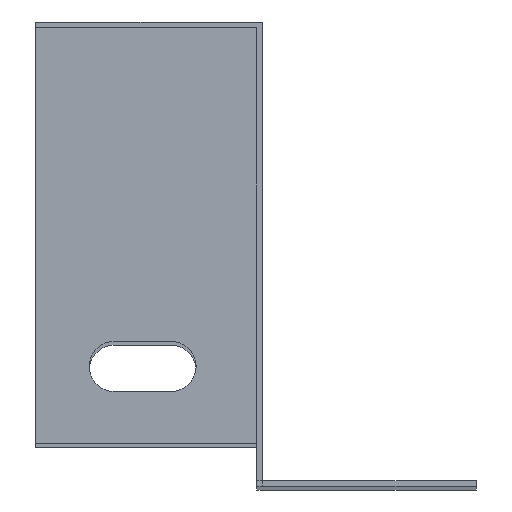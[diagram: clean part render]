
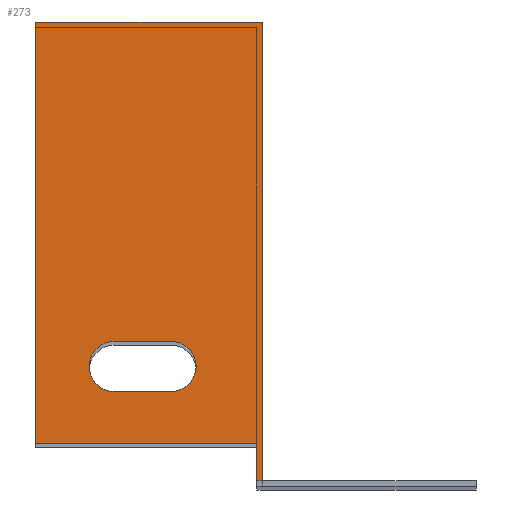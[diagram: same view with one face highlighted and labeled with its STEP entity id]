
A CAD part, top view. The second image highlights one B-rep face of the part: STEP entity #273.
In plain terms, the highlighted planar face has unit normal (0, 0, 1).
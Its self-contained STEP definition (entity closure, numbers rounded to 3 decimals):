
#2 = CARTESIAN_POINT ( 'NONE',  ( 1494.3, -63.5, 299.8 ) ) ;
#4 = CARTESIAN_POINT ( 'NONE',  ( 1473.5, -47.5, 299.8 ) ) ;
#12 = EDGE_CURVE ( 'NONE', #27, #435, #405, .T. ) ;
#16 = VECTOR ( 'NONE', #261, 1000. ) ;
#27 = VERTEX_POINT ( 'NONE', #524 ) ;
#29 = CARTESIAN_POINT ( 'NONE',  ( 1473.5, -44., 299.8 ) ) ;
#35 = LINE ( 'NONE', #457, #388 ) ;
#38 = DIRECTION ( 'NONE',  ( -1., 0., 0. ) ) ;
#44 = CARTESIAN_POINT ( 'NONE',  ( 1493.5, -63.5, 299.8 ) ) ;
#58 = VERTEX_POINT ( 'NONE', #44 ) ;
#75 = DIRECTION ( 'NONE',  ( 1., 0., 0. ) ) ;
#78 = VECTOR ( 'NONE', #719, 1000. ) ;
#79 = DIRECTION ( 'NONE',  ( 0., 0., 1. ) ) ;
#83 = ORIENTED_EDGE ( 'NONE', *, *, #276, .F. ) ;
#88 = DIRECTION ( 'NONE',  ( 1., 0., 0. ) ) ;
#103 = CARTESIAN_POINT ( 'NONE',  ( 1462.5, -58.3, 299.8 ) ) ;
#130 = ORIENTED_EDGE ( 'NONE', *, *, #404, .F. ) ;
#149 = VECTOR ( 'NONE', #670, 1000. ) ;
#162 = CIRCLE ( 'NONE', #650, 3.5 ) ;
#174 = CARTESIAN_POINT ( 'NONE',  ( 1462.5, -1., 299.8 ) ) ;
#198 = ORIENTED_EDGE ( 'NONE', *, *, #507, .F. ) ;
#199 = EDGE_LOOP ( 'NONE', ( #198, #762, #677, #656, #130, #484 ) ) ;
#219 = ORIENTED_EDGE ( 'NONE', *, *, #625, .F. ) ;
#230 = CARTESIAN_POINT ( 'NONE',  ( 1481.5, -44., 299.8 ) ) ;
#232 = AXIS2_PLACEMENT_3D ( 'NONE', #4, #489, #75 ) ;
#242 = EDGE_CURVE ( 'NONE', #534, #317, #162, .T. ) ;
#261 = DIRECTION ( 'NONE',  ( -1., 0., 0. ) ) ;
#273 = ADVANCED_FACE ( 'NONE', ( #488, #666 ), #500, .T. ) ;
#276 = EDGE_CURVE ( 'NONE', #322, #534, #493, .T. ) ;
#299 = LINE ( 'NONE', #174, #78 ) ;
#313 = CARTESIAN_POINT ( 'NONE',  ( 1473.5, -51., 299.8 ) ) ;
#317 = VERTEX_POINT ( 'NONE', #230 ) ;
#322 = VERTEX_POINT ( 'NONE', #313 ) ;
#341 = CARTESIAN_POINT ( 'NONE',  ( 1493.5, -63.5, 299.8 ) ) ;
#347 = LINE ( 'NONE', #341, #149 ) ;
#367 = LINE ( 'NONE', #533, #16 ) ;
#368 = VERTEX_POINT ( 'NONE', #29 ) ;
#369 = DIRECTION ( 'NONE',  ( 0., -1., 0. ) ) ;
#388 = VECTOR ( 'NONE', #462, 1000. ) ;
#404 = EDGE_CURVE ( 'NONE', #709, #827, #795, .T. ) ;
#405 = LINE ( 'NONE', #717, #787 ) ;
#435 = VERTEX_POINT ( 'NONE', #103 ) ;
#450 = DIRECTION ( 'NONE',  ( 0., -1., 0. ) ) ;
#457 = CARTESIAN_POINT ( 'NONE',  ( 1493.5, 0.8, 299.8 ) ) ;
#462 = DIRECTION ( 'NONE',  ( -1., 0., 0. ) ) ;
#477 = ORIENTED_EDGE ( 'NONE', *, *, #242, .F. ) ;
#481 = DIRECTION ( 'NONE',  ( 0., 1., 0. ) ) ;
#484 = ORIENTED_EDGE ( 'NONE', *, *, #535, .T. ) ;
#488 = FACE_BOUND ( 'NONE', #835, .T. ) ;
#489 = DIRECTION ( 'NONE',  ( 0., 0., 1. ) ) ;
#492 = CARTESIAN_POINT ( 'NONE',  ( 1481.5, -47.5, 299.8 ) ) ;
#493 = LINE ( 'NONE', #503, #865 ) ;
#500 = PLANE ( 'NONE',  #676 ) ;
#502 = LINE ( 'NONE', #875, #673 ) ;
#503 = CARTESIAN_POINT ( 'NONE',  ( 1473.5, -51., 299.8 ) ) ;
#506 = VERTEX_POINT ( 'NONE', #595 ) ;
#507 = EDGE_CURVE ( 'NONE', #435, #506, #299, .T. ) ;
#524 = CARTESIAN_POINT ( 'NONE',  ( 1493.5, -58.3, 299.8 ) ) ;
#533 = CARTESIAN_POINT ( 'NONE',  ( 1481.5, -44., 299.8 ) ) ;
#534 = VERTEX_POINT ( 'NONE', #596 ) ;
#535 = EDGE_CURVE ( 'NONE', #709, #506, #35, .T. ) ;
#559 = DIRECTION ( 'NONE',  ( 1., 0., 0. ) ) ;
#569 = CARTESIAN_POINT ( 'NONE',  ( 1492.5, -1., 299.8 ) ) ;
#595 = CARTESIAN_POINT ( 'NONE',  ( 1462.5, 0.8, 299.8 ) ) ;
#596 = CARTESIAN_POINT ( 'NONE',  ( 1481.5, -51., 299.8 ) ) ;
#609 = VECTOR ( 'NONE', #450, 1000. ) ;
#613 = CARTESIAN_POINT ( 'NONE',  ( 1494.3, 0.8, 299.8 ) ) ;
#625 = EDGE_CURVE ( 'NONE', #317, #368, #367, .T. ) ;
#650 = AXIS2_PLACEMENT_3D ( 'NONE', #492, #79, #559 ) ;
#653 = CIRCLE ( 'NONE', #232, 3.5 ) ;
#656 = ORIENTED_EDGE ( 'NONE', *, *, #681, .T. ) ;
#666 = FACE_OUTER_BOUND ( 'NONE', #199, .T. ) ;
#670 = DIRECTION ( 'NONE',  ( 1., 0., 0. ) ) ;
#673 = VECTOR ( 'NONE', #481, 1000. ) ;
#676 = AXIS2_PLACEMENT_3D ( 'NONE', #569, #763, #369 ) ;
#677 = ORIENTED_EDGE ( 'NONE', *, *, #771, .F. ) ;
#681 = EDGE_CURVE ( 'NONE', #58, #827, #347, .T. ) ;
#698 = ORIENTED_EDGE ( 'NONE', *, *, #846, .F. ) ;
#709 = VERTEX_POINT ( 'NONE', #613 ) ;
#717 = CARTESIAN_POINT ( 'NONE',  ( 1492.5, -58.3, 299.8 ) ) ;
#719 = DIRECTION ( 'NONE',  ( 0., 1., 0. ) ) ;
#762 = ORIENTED_EDGE ( 'NONE', *, *, #12, .F. ) ;
#763 = DIRECTION ( 'NONE',  ( 0., 0., 1. ) ) ;
#771 = EDGE_CURVE ( 'NONE', #58, #27, #502, .T. ) ;
#787 = VECTOR ( 'NONE', #38, 1000. ) ;
#795 = LINE ( 'NONE', #844, #609 ) ;
#827 = VERTEX_POINT ( 'NONE', #2 ) ;
#835 = EDGE_LOOP ( 'NONE', ( #698, #219, #477, #83 ) ) ;
#844 = CARTESIAN_POINT ( 'NONE',  ( 1494.3, -1.5, 299.8 ) ) ;
#846 = EDGE_CURVE ( 'NONE', #368, #322, #653, .T. ) ;
#865 = VECTOR ( 'NONE', #88, 1000. ) ;
#875 = CARTESIAN_POINT ( 'NONE',  ( 1493.5, -64.3, 299.8 ) ) ;
